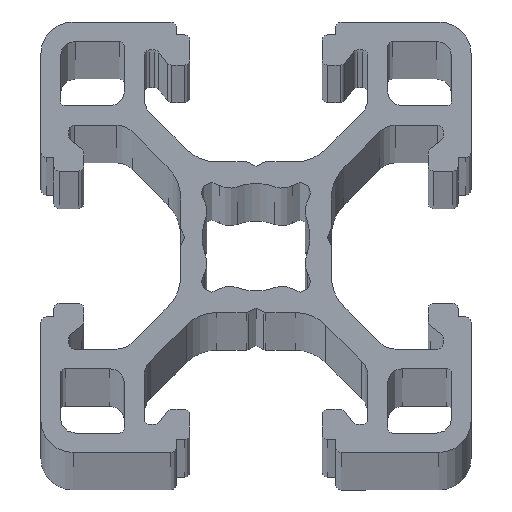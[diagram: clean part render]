
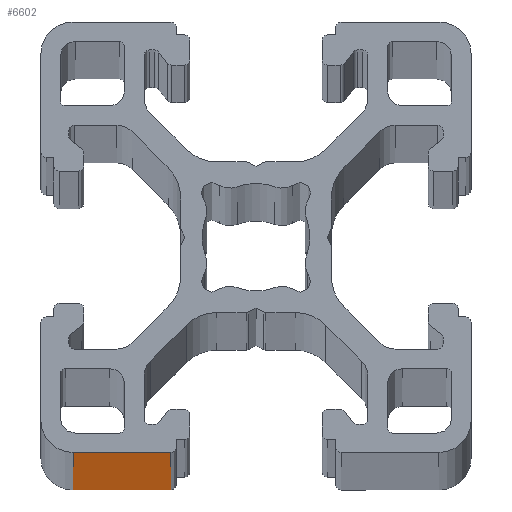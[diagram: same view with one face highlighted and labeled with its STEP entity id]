
A CAD part, top view. The second image highlights one B-rep face of the part: STEP entity #6602.
In plain terms, the highlighted planar face has unit normal (0, -1, 0).
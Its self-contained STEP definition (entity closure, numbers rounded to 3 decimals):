
#36 = EDGE_CURVE ( 'NONE', #2734, #1334, #1992, .T. ) ;
#143 = VERTEX_POINT ( 'NONE', #7087 ) ;
#1111 = CARTESIAN_POINT ( 'NONE',  ( -10., -10., -1000. ) ) ;
#1334 = VERTEX_POINT ( 'NONE', #4729 ) ;
#1470 = ORIENTED_EDGE ( 'NONE', *, *, #2773, .T. ) ;
#1707 = ORIENTED_EDGE ( 'NONE', *, *, #5583, .F. ) ;
#1849 = DIRECTION ( 'NONE',  ( -1., 0., 0. ) ) ;
#1992 = LINE ( 'NONE', #5896, #7269 ) ;
#2027 = ORIENTED_EDGE ( 'NONE', *, *, #2347, .F. ) ;
#2101 = DIRECTION ( 'NONE',  ( -1., 0., 0. ) ) ;
#2201 = VECTOR ( 'NONE', #4381, 1000. ) ;
#2299 = CARTESIAN_POINT ( 'NONE',  ( -8.5, -10., 0. ) ) ;
#2347 = EDGE_CURVE ( 'NONE', #143, #5313, #4248, .T. ) ;
#2356 = DIRECTION ( 'NONE',  ( -1., 0., 0. ) ) ;
#2734 = VERTEX_POINT ( 'NONE', #3841 ) ;
#2773 = EDGE_CURVE ( 'NONE', #2734, #5313, #3178, .T. ) ;
#2785 = DIRECTION ( 'NONE',  ( 0., -1., 0. ) ) ;
#2888 = FACE_OUTER_BOUND ( 'NONE', #7180, .T. ) ;
#3081 = LINE ( 'NONE', #5301, #4323 ) ;
#3178 = LINE ( 'NONE', #4114, #5830 ) ;
#3704 = ORIENTED_EDGE ( 'NONE', *, *, #36, .F. ) ;
#3841 = CARTESIAN_POINT ( 'NONE',  ( -3.95, -10., 0. ) ) ;
#4114 = CARTESIAN_POINT ( 'NONE',  ( -10., -10., 0. ) ) ;
#4248 = LINE ( 'NONE', #7185, #2201 ) ;
#4323 = VECTOR ( 'NONE', #2356, 1000. ) ;
#4381 = DIRECTION ( 'NONE',  ( 0., 0., 1. ) ) ;
#4729 = CARTESIAN_POINT ( 'NONE',  ( -3.95, -10., -1000. ) ) ;
#5301 = CARTESIAN_POINT ( 'NONE',  ( -10., -10., -1000. ) ) ;
#5313 = VERTEX_POINT ( 'NONE', #2299 ) ;
#5427 = PLANE ( 'NONE',  #5529 ) ;
#5529 = AXIS2_PLACEMENT_3D ( 'NONE', #1111, #2785, #2101 ) ;
#5583 = EDGE_CURVE ( 'NONE', #1334, #143, #3081, .T. ) ;
#5830 = VECTOR ( 'NONE', #1849, 1000. ) ;
#5896 = CARTESIAN_POINT ( 'NONE',  ( -3.95, -10., -1000. ) ) ;
#6456 = DIRECTION ( 'NONE',  ( 0., 0., -1. ) ) ;
#6602 = ADVANCED_FACE ( 'NONE', ( #2888 ), #5427, .T. ) ;
#7087 = CARTESIAN_POINT ( 'NONE',  ( -8.5, -10., -1000. ) ) ;
#7180 = EDGE_LOOP ( 'NONE', ( #1707, #3704, #1470, #2027 ) ) ;
#7185 = CARTESIAN_POINT ( 'NONE',  ( -8.5, -10., -1000. ) ) ;
#7269 = VECTOR ( 'NONE', #6456, 1000. ) ;
